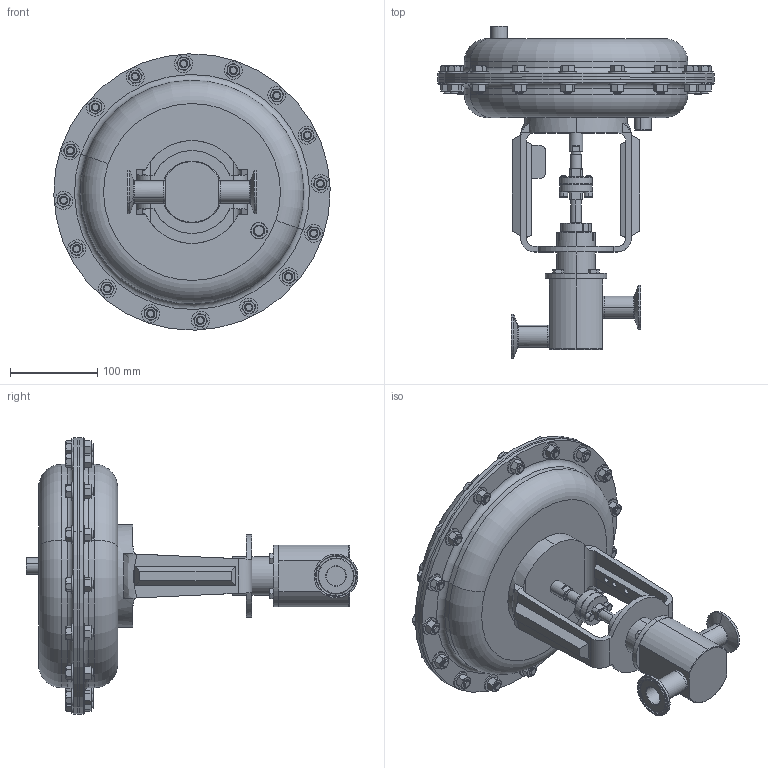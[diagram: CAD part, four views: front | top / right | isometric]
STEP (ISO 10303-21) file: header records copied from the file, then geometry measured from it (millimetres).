
FILE_DESCRIPTION (( 'STEP AP203' ), '1' );
FILE_NAME ('978EN-100-JD-55M.STEP', '2017-06-12T19:55:19', ( '' ), ( '' ), 'SwSTEP 2.0', 'SolidWorks 2014', '' );
FILE_SCHEMA (( 'CONFIG_CONTROL_DESIGN' ));
Length unit declared in the file: inch
Products named in the file (2): 978EN-100-JD-55M
Bounding box: 317.42 x 381.33 x 317.42 mm (x, y, z)
Volume: 5694735.7 mm3; surface area: 351176.3 mm2
Topology: 1 solids, 1 shells, 1053 faces, 2380 edges, 1444 vertices
Faces by surface type: plane 411, cone 410, cylinder 202, torus 28, bspline 2
Entity records: 31807 total; most frequent: CARTESIAN_POINT 8811, ORIENTED_EDGE 4760, DIRECTION 4676, EDGE_CURVE 2380, AXIS2_PLACEMENT_3D 1933, VERTEX_POINT 1444, EDGE_LOOP 1186, FACE_OUTER_BOUND 1053
